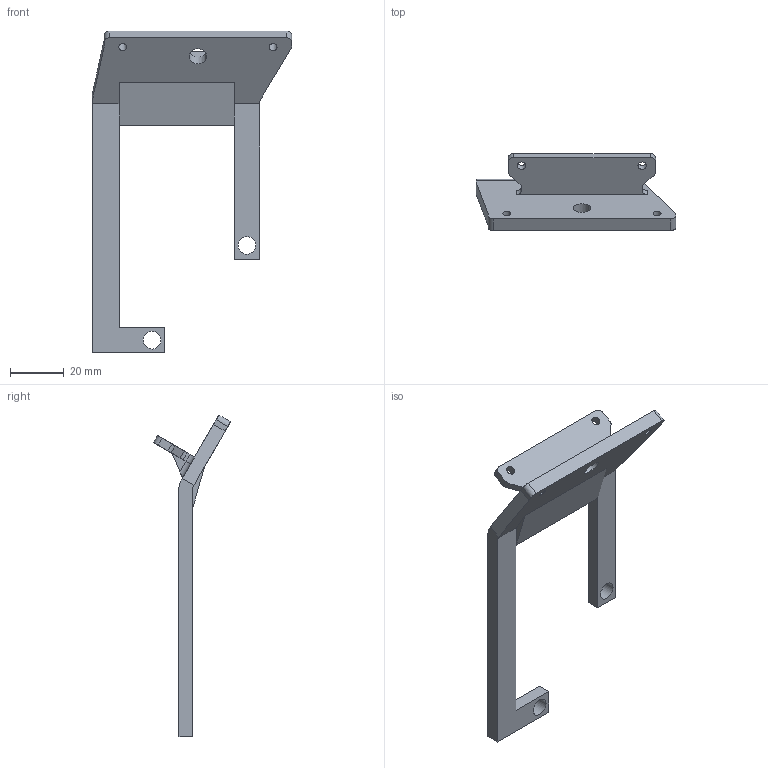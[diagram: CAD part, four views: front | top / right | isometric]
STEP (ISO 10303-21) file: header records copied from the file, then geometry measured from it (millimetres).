
FILE_DESCRIPTION(/* description */ (''),/* implementation_level */ '2;1');
FILE_NAME(/* name */ 'burnisher_cameras_mount.stp',/* time_stamp */ '2019-11-14T15:30:18+10:00',/* author */ ('luua'),/* organization */ (''),/* preprocessor_version */ 'ST-DEVELOPER v17',/* originating_system */ 'Autodesk Inventor 2019',/* authorisation */ '');
FILE_SCHEMA (('AUTOMOTIVE_DESIGN { 1 0 10303 214 3 1 1 }'));
Length unit declared in the file: millimetre
Products named in the file (1): burnisher_cameras_mount
Bounding box: 74.43 x 28.71 x 119.99 mm (x, y, z)
Volume: 23107.8 mm3; surface area: 12366.8 mm2
Topology: 1 solids, 1 shells, 54 faces, 151 edges, 100 vertices
Faces by surface type: plane 34, cylinder 20
Full cylindrical faces by diameter (mm): 3 x2, 3.2 x2, 6.5 x1, 6.6 x2
Entity records: 1806 total; most frequent: CARTESIAN_POINT 306, ORIENTED_EDGE 302, DIRECTION 301, EDGE_CURVE 151, LINE 111, VECTOR 111, VERTEX_POINT 100, AXIS2_PLACEMENT_3D 95
